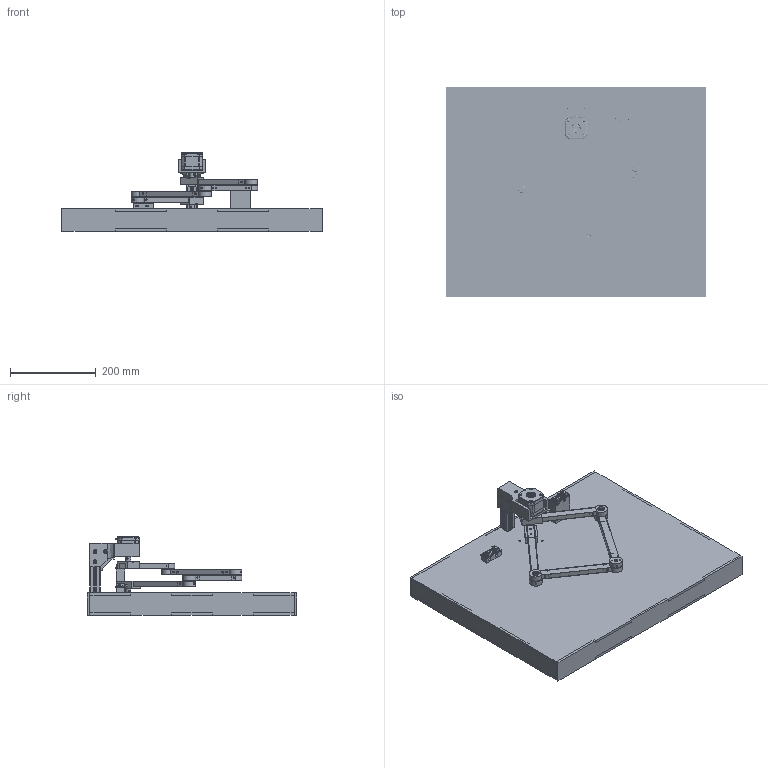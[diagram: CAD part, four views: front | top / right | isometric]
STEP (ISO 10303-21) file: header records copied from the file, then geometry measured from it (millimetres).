
FILE_DESCRIPTION(('FreeCAD Model'),'2;1');
FILE_NAME('Open CASCADE Shape Model','2025-04-25T19:58:53',('FreeCAD'),( 'FreeCAD'),'Open CASCADE STEP processor 7.6','FreeCAD','Unknown');
FILE_SCHEMA(('AUTOMOTIVE_DESIGN { 1 0 10303 214 1 1 1 1 }'));
Products named in the file (1): Open CASCADE STEP translator 7.6 1
Bounding box: 608.62 x 489.28 x 184.12 mm (x, y, z)
Volume: 5062168.8 mm3; surface area: 2016177.1 mm2
Topology: 175 solids, 175 shells, 3315 faces, 8445 edges, 5510 vertices
Faces by surface type: bspline 3315
Entity records: 125979 total; most frequent: CARTESIAN_POINT 75130, ORIENTED_EDGE 16750, EDGE_CURVE 8375, B_SPLINE_CURVE_WITH_KNOTS 6835, VERTEX_POINT 5492, FACE_BOUND 3751, EDGE_LOOP 3733, ADVANCED_FACE 3315
